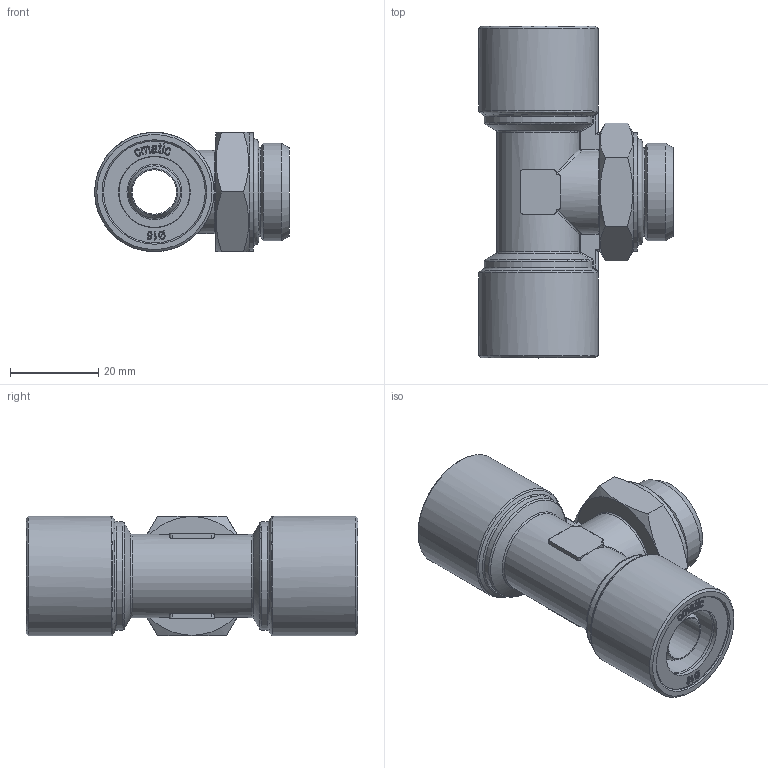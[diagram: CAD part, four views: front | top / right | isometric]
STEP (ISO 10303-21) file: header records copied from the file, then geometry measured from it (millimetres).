
FILE_DESCRIPTION(( 'MAF.21.16.M22X1.5.stp' ), '1');
FILE_NAME( 'MAF.21.16.M22X1.5.stp', '2021-02-19T15:26:33',( 'Sopra'),('sopra-pneumatic.com'), 'SwSTEP 2.0','SolidWorks 2009','' );
FILE_SCHEMA( ( 'CONFIG_CONTROL_DESIGN' ) );
Length unit declared in the file: millimetre
Products named in the file (1): Rivoluzione2
Bounding box: 44 x 75 x 27 mm (x, y, z)
Volume: 27854.3 mm3; surface area: 16780.7 mm2
Topology: 1 solids, 1 shells, 467 faces, 1218 edges, 791 vertices
Faces by surface type: plane 189, bspline 188, cylinder 59, cone 16, torus 15
Full cylindrical faces by diameter (mm): 10 x2, 11.8 x2, 12.5 x2, 15 x1, 16.18 x4, 19.9 x1, 22 x1, 23 x2, 26.8 x1, 27 x2
Entity records: 22318 total; most frequent: CARTESIAN_POINT 12337, ORIENTED_EDGE 2346, DIRECTION 1462, EDGE_CURVE 1173, VERTEX_POINT 782, LINE 584, VECTOR 584, EDGE_LOOP 544
